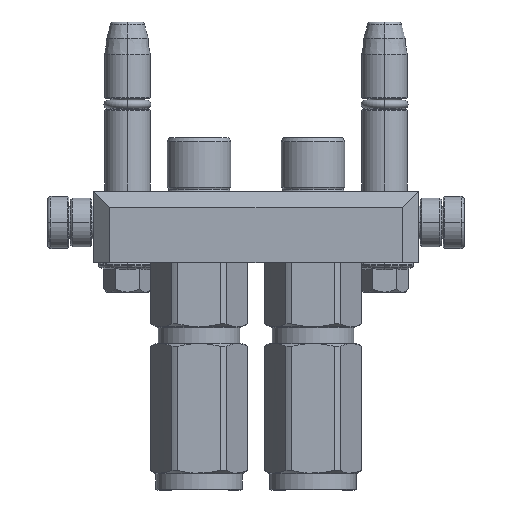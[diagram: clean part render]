
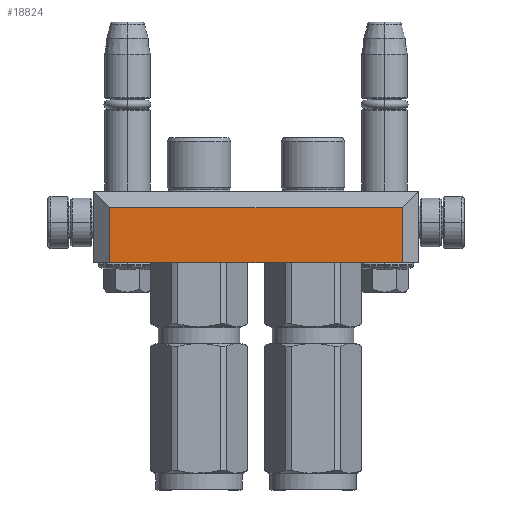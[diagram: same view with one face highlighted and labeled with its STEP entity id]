
A CAD part, left-side view. The second image highlights one B-rep face of the part: STEP entity #18824.
In plain terms, the highlighted face is planar.
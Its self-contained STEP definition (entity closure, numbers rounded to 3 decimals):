
#324 = LINE ( 'NONE', #18845, #12227 ) ;
#892 = PLANE ( 'NONE',  #13050 ) ;
#1863 = EDGE_CURVE ( 'NONE', #40913, #3827, #24692, .T. ) ;
#1915 = EDGE_CURVE ( 'NONE', #31449, #13170, #324, .T. ) ;
#3501 = LINE ( 'NONE', #16277, #23423 ) ;
#3827 = VERTEX_POINT ( 'NONE', #26222 ) ;
#6278 = CARTESIAN_POINT ( 'NONE',  ( 45., -44.5, 22. ) ) ;
#8193 = EDGE_CURVE ( 'NONE', #31449, #40913, #9509, .T. ) ;
#8650 = ORIENTED_EDGE ( 'NONE', *, *, #19702, .F. ) ;
#9509 = LINE ( 'NONE', #20256, #30857 ) ;
#9589 = FACE_OUTER_BOUND ( 'NONE', #14317, .T. ) ;
#10501 = DIRECTION ( 'NONE',  ( 0., -1., 0. ) ) ;
#10769 = CARTESIAN_POINT ( 'NONE',  ( -50., -44.5, 0. ) ) ;
#12227 = VECTOR ( 'NONE', #37959, 1000. ) ;
#13050 = AXIS2_PLACEMENT_3D ( 'NONE', #10769, #10501, #17178 ) ;
#13170 = VERTEX_POINT ( 'NONE', #29783 ) ;
#14317 = EDGE_LOOP ( 'NONE', ( #37341, #24296, #38979, #8650 ) ) ;
#14513 = DIRECTION ( 'NONE',  ( 1., 0., 0. ) ) ;
#16277 = CARTESIAN_POINT ( 'NONE',  ( 45., -44.5, 5. ) ) ;
#16832 = DIRECTION ( 'NONE',  ( -1., 0., 0. ) ) ;
#17178 = DIRECTION ( 'NONE',  ( 1., 0., 0. ) ) ;
#18824 = ADVANCED_FACE ( 'NONE', ( #9589 ), #892, .T. ) ;
#18845 = CARTESIAN_POINT ( 'NONE',  ( -45., -44.5, 22. ) ) ;
#19398 = DIRECTION ( 'NONE',  ( 0., 0., -1. ) ) ;
#19702 = EDGE_CURVE ( 'NONE', #3827, #13170, #3501, .T. ) ;
#20256 = CARTESIAN_POINT ( 'NONE',  ( -45., -44.5, 22. ) ) ;
#21654 = CARTESIAN_POINT ( 'NONE',  ( -45., -44.5, 22. ) ) ;
#23423 = VECTOR ( 'NONE', #16832, 1000. ) ;
#24296 = ORIENTED_EDGE ( 'NONE', *, *, #8193, .F. ) ;
#24692 = LINE ( 'NONE', #6278, #34625 ) ;
#26222 = CARTESIAN_POINT ( 'NONE',  ( 45., -44.5, 5. ) ) ;
#29468 = CARTESIAN_POINT ( 'NONE',  ( 45., -44.5, 22. ) ) ;
#29783 = CARTESIAN_POINT ( 'NONE',  ( -45., -44.5, 5. ) ) ;
#30857 = VECTOR ( 'NONE', #14513, 1000. ) ;
#31449 = VERTEX_POINT ( 'NONE', #21654 ) ;
#34625 = VECTOR ( 'NONE', #19398, 1000. ) ;
#37341 = ORIENTED_EDGE ( 'NONE', *, *, #1863, .F. ) ;
#37959 = DIRECTION ( 'NONE',  ( 0., 0., -1. ) ) ;
#38979 = ORIENTED_EDGE ( 'NONE', *, *, #1915, .T. ) ;
#40913 = VERTEX_POINT ( 'NONE', #29468 ) ;
